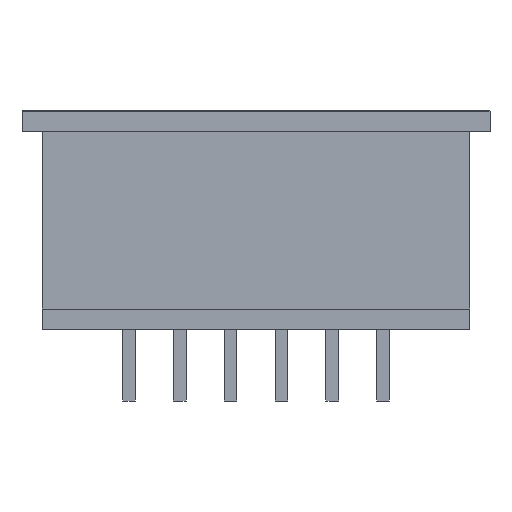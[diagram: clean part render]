
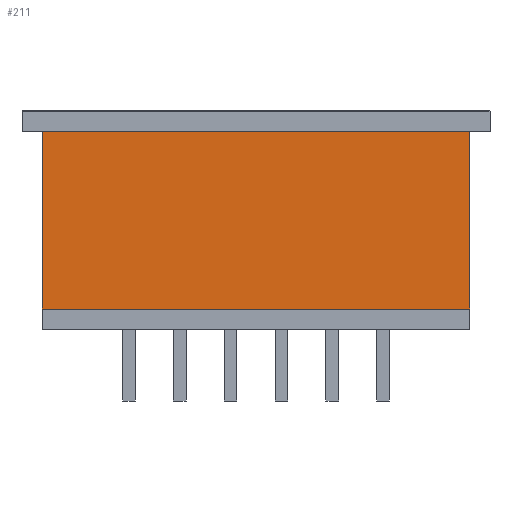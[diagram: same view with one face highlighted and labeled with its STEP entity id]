
A CAD part, left-side view. The second image highlights one B-rep face of the part: STEP entity #211.
In plain terms, the highlighted planar face has unit normal (-1, 0, 0).
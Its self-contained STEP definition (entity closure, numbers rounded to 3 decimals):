
#148=CARTESIAN_POINT('',(-26.53,10.68,1.02));
#149=VERTEX_POINT('',#148);
#156=CARTESIAN_POINT('',(-26.53,10.68,9.9));
#157=VERTEX_POINT('',#156);
#158=CARTESIAN_POINT('',(-26.53,10.68,9.9));
#159=DIRECTION('',(0.0,0.0,-1.0));
#160=VECTOR('',#159,8.88);
#161=LINE('',#158,#160);
#162=EDGE_CURVE('',#157,#149,#161,.T.);
#181=CARTESIAN_POINT('',(-26.53,10.68,9.9));
#182=DIRECTION('',(-1.0,0.0,0.0));
#183=DIRECTION('',(0.0,0.0,1.0));
#184=AXIS2_PLACEMENT_3D('',#181,#182,#183);
#185=PLANE('',#184);
#186=CARTESIAN_POINT('',(-26.53,-10.68,1.02));
#187=VERTEX_POINT('',#186);
#188=CARTESIAN_POINT('',(-26.53,10.68,1.02));
#189=DIRECTION('',(0.0,-1.0,0.0));
#190=VECTOR('',#189,21.36);
#191=LINE('',#188,#190);
#192=EDGE_CURVE('',#149,#187,#191,.T.);
#193=ORIENTED_EDGE('',*,*,#192,.T.);
#194=CARTESIAN_POINT('',(-26.53,-10.68,9.9));
#195=VERTEX_POINT('',#194);
#196=CARTESIAN_POINT('',(-26.53,-10.68,9.9));
#197=DIRECTION('',(0.0,0.0,-1.0));
#198=VECTOR('',#197,8.88);
#199=LINE('',#196,#198);
#200=EDGE_CURVE('',#195,#187,#199,.T.);
#201=ORIENTED_EDGE('',*,*,#200,.F.);
#202=CARTESIAN_POINT('',(-26.53,10.68,9.9));
#203=DIRECTION('',(0.0,-1.0,0.0));
#204=VECTOR('',#203,21.36);
#205=LINE('',#202,#204);
#206=EDGE_CURVE('',#157,#195,#205,.T.);
#207=ORIENTED_EDGE('',*,*,#206,.F.);
#208=ORIENTED_EDGE('',*,*,#162,.T.);
#209=EDGE_LOOP('',(#193,#201,#207,#208));
#210=FACE_OUTER_BOUND('',#209,.T.);
#211=ADVANCED_FACE('',(#210),#185,.T.);
